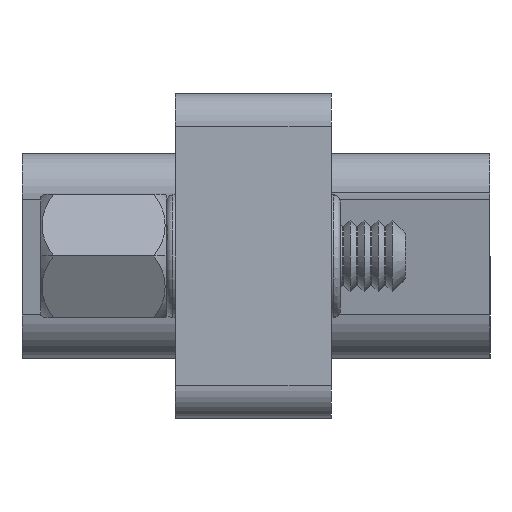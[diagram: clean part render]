
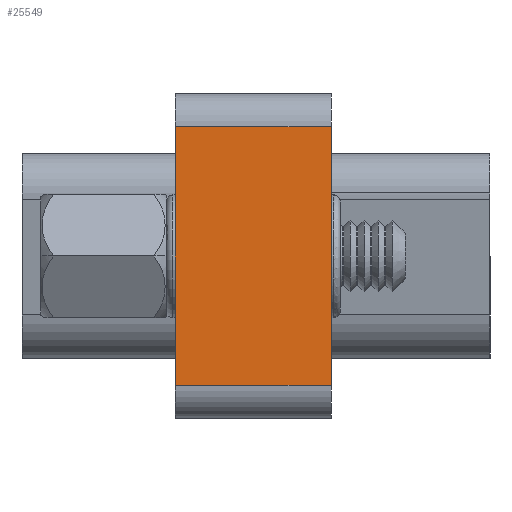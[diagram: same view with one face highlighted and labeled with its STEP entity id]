
A CAD part, left-side view. The second image highlights one B-rep face of the part: STEP entity #25549.
In plain terms, the highlighted planar face has unit normal (-1, 0, 0).
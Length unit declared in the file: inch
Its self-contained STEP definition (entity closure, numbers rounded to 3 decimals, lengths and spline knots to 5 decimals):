
#410 = EDGE_CURVE ( 'NONE', #16308, #28710, #26940, .T. ) ;
#621 = LINE ( 'NONE', #25027, #15210 ) ;
#1390 = DIRECTION ( 'NONE',  ( 0., 0., -1. ) ) ;
#2548 = CARTESIAN_POINT ( 'NONE',  ( -0.61024, 0.11811, 0.19606 ) ) ;
#2677 = DIRECTION ( 'NONE',  ( 0., 1., 0. ) ) ;
#2725 = VERTEX_POINT ( 'NONE', #17775 ) ;
#4465 = ORIENTED_EDGE ( 'NONE', *, *, #410, .T. ) ;
#5489 = PLANE ( 'NONE',  #17285 ) ;
#6214 = FACE_OUTER_BOUND ( 'NONE', #31381, .T. ) ;
#7483 = LINE ( 'NONE', #22204, #19079 ) ;
#9462 = ORIENTED_EDGE ( 'NONE', *, *, #11082, .F. ) ;
#9830 = DIRECTION ( 'NONE',  ( 0., 0., 1. ) ) ;
#11082 = EDGE_CURVE ( 'NONE', #2725, #14973, #621, .T. ) ;
#11626 = CARTESIAN_POINT ( 'NONE',  ( -0.61024, -0.11811, -0.19606 ) ) ;
#12623 = DIRECTION ( 'NONE',  ( 0., -1., 0. ) ) ;
#14973 = VERTEX_POINT ( 'NONE', #2548 ) ;
#15210 = VECTOR ( 'NONE', #25198, 39.37008 ) ;
#16308 = VERTEX_POINT ( 'NONE', #11626 ) ;
#16326 = VECTOR ( 'NONE', #12623, 39.37008 ) ;
#17285 = AXIS2_PLACEMENT_3D ( 'NONE', #23370, #18675, #1390 ) ;
#17651 = ORIENTED_EDGE ( 'NONE', *, *, #18394, .T. ) ;
#17775 = CARTESIAN_POINT ( 'NONE',  ( -0.61024, 0.11811, -0.19606 ) ) ;
#18394 = EDGE_CURVE ( 'NONE', #28710, #14973, #7483, .T. ) ;
#18675 = DIRECTION ( 'NONE',  ( 1., 0., 0. ) ) ;
#19079 = VECTOR ( 'NONE', #2677, 39.37008 ) ;
#22204 = CARTESIAN_POINT ( 'NONE',  ( -0.61024, 0.11811, 0.19606 ) ) ;
#23006 = CARTESIAN_POINT ( 'NONE',  ( -0.61024, -0.11811, 0.19606 ) ) ;
#23370 = CARTESIAN_POINT ( 'NONE',  ( -0.61024, 0.11811, 0.24606 ) ) ;
#24122 = ORIENTED_EDGE ( 'NONE', *, *, #28012, .T. ) ;
#25027 = CARTESIAN_POINT ( 'NONE',  ( -0.61024, 0.11811, 0.24606 ) ) ;
#25198 = DIRECTION ( 'NONE',  ( 0., 0., 1. ) ) ;
#25549 = ADVANCED_FACE ( 'NONE', ( #6214 ), #5489, .F. ) ;
#26645 = CARTESIAN_POINT ( 'NONE',  ( -0.61024, -0.11811, 0.24606 ) ) ;
#26940 = LINE ( 'NONE', #26645, #30518 ) ;
#28012 = EDGE_CURVE ( 'NONE', #2725, #16308, #29419, .T. ) ;
#28710 = VERTEX_POINT ( 'NONE', #23006 ) ;
#29419 = LINE ( 'NONE', #29735, #16326 ) ;
#29735 = CARTESIAN_POINT ( 'NONE',  ( -0.61024, 0.11811, -0.19606 ) ) ;
#30518 = VECTOR ( 'NONE', #9830, 39.37008 ) ;
#31381 = EDGE_LOOP ( 'NONE', ( #4465, #17651, #9462, #24122 ) ) ;
